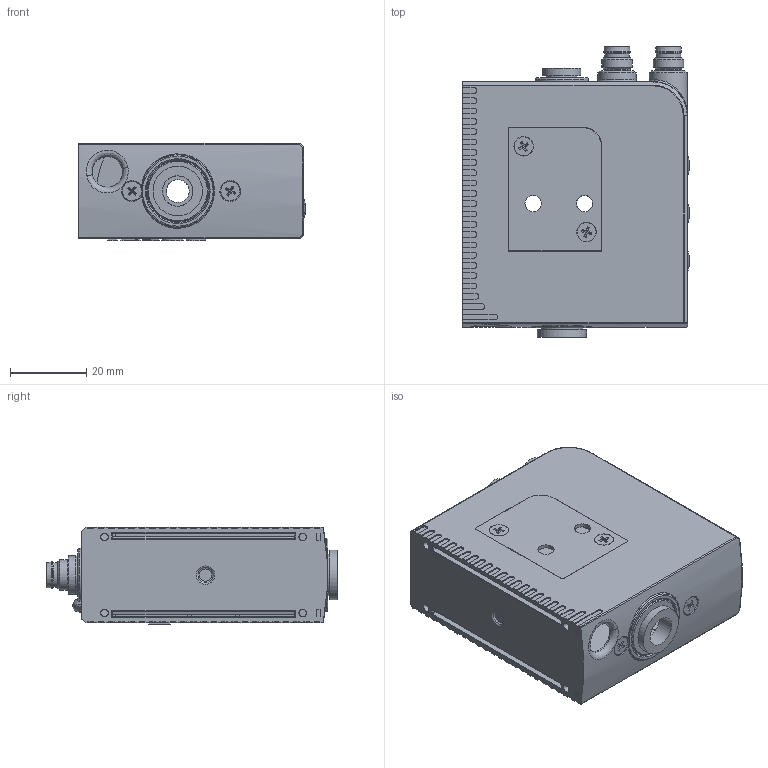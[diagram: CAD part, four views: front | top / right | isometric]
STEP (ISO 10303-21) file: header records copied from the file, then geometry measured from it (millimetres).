
FILE_DESCRIPTION(/* description */ ('Unknown'),/* implementation_level */ '2;1');
FILE_NAME(/* name */ 'LEM60X14RVA',/* time_stamp */ '2018-02-22T08:00:27-05:00',/* author */ ('Unknown'),/* organization */ ('Unknown'),/* preprocessor_version */ 'ST-DEVELOPER v16.7',/* originating_system */ 'DEX',/* authorisation */ $);
FILE_SCHEMA (('AUTOMOTIVE_DESIGN {1 0 10303 214 3 1 1}'));
Products named in the file (1): LEM60X14RVA
Bounding box: 59.47 x 76.3 x 25.5 mm (x, y, z)
Volume: 16841.7 mm3; surface area: 30432.9 mm2
Topology: 7 solids, 15 shells, 1769 faces, 4642 edges, 3019 vertices
Faces by surface type: plane 994, cylinder 405, bspline 200, cone 99, torus 46, sphere 25
Full cylindrical faces by diameter (mm): 1 x8, 2 x12, 2.2 x12, 2.4 x2, 2.5 x3, 2.7 x2, 3 x8, 4 x2, 4.2 x1, 4.3 x3, 4.85 x2, 5 x9, 5.2 x1, 5.5 x4, 5.6 x3, 5.8 x1, 5.85 x4, 6 x2, 6.5 x2, 6.9 x2, 7 x2, 8 x3, 8.1 x1, 10 x2, 10.1 x2, 10.2 x1, 11 x1, 13 x1, 14.4 x1, 16 x1
Entity records: 63254 total; most frequent: CARTESIAN_POINT 21720, ORIENTED_EDGE 8768, DIRECTION 7885, EDGE_CURVE 4384, VERTEX_POINT 2944, LINE 2657, VECTOR 2657, AXIS2_PLACEMENT_3D 2614
